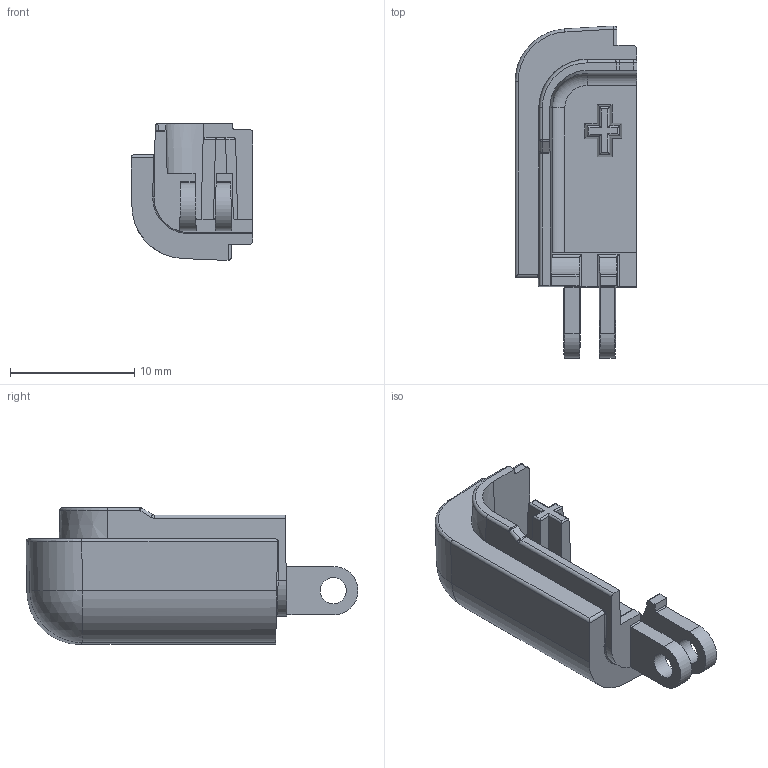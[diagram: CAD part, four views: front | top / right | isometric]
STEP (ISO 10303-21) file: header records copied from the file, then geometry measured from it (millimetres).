
FILE_DESCRIPTION(/* description */ (''),/* implementation_level */ '2;1');
FILE_NAME(/* name */ 'L_Trigger.step',/* time_stamp */ '2024-03-15T15:15:54-07:00',/* author */ (''),/* organization */ (''),/* preprocessor_version */ 'ST-DEVELOPER v20',/* originating_system */ 'Autodesk Translation Framework v12.20.1.177',/* authorisation */ '');
FILE_SCHEMA (('AUTOMOTIVE_DESIGN { 1 0 10303 214 3 1 1 }'));
Length unit declared in the file: millimetre
Products named in the file (1): L_Trigger
Bounding box: 9.8 x 26.67 x 11 mm (x, y, z)
Volume: 931 mm3; surface area: 1148.6 mm2
Topology: 1 solids, 1 shells, 121 faces, 313 edges, 195 vertices
Faces by surface type: cylinder 56, plane 51, bspline 6, sphere 4, torus 2, cone 2
Full cylindrical faces by diameter (mm): 2.1 x2
Entity records: 3841 total; most frequent: CARTESIAN_POINT 778, DIRECTION 657, ORIENTED_EDGE 626, EDGE_CURVE 313, AXIS2_PLACEMENT_3D 229, LINE 199, VECTOR 199, VERTEX_POINT 195
